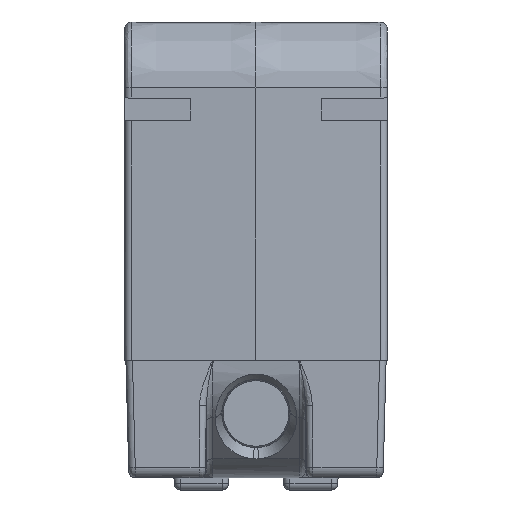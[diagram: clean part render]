
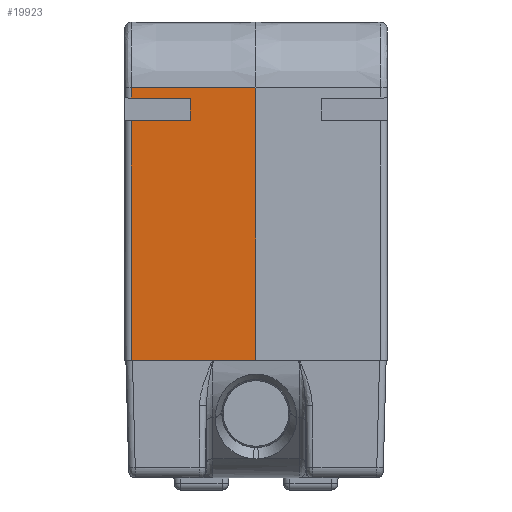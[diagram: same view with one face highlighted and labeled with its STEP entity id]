
A CAD part, front view. The second image highlights one B-rep face of the part: STEP entity #19923.
In plain terms, the highlighted face is planar.
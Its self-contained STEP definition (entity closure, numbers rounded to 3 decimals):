
#453=DIRECTION('',(-0.035,0.,0.999));
#454=VECTOR('',#453,5.714);
#455=CARTESIAN_POINT('',(0.199,0.,-5.71));
#456=LINE('',#455,#454);
#457=DIRECTION('',(0.,1.,0.));
#458=VECTOR('',#457,10.946);
#459=CARTESIAN_POINT('',(0.199,0.,-5.71));
#460=LINE('',#459,#458);
#461=DIRECTION('',(-0.035,0.009,0.999));
#462=VECTOR('',#461,2.712);
#463=CARTESIAN_POINT('',(0.199,10.946,-5.71));
#464=LINE('',#463,#462);
#465=DIRECTION('',(0.,1.,0.));
#466=VECTOR('',#465,1.);
#467=CARTESIAN_POINT('',(0.105,10.97,-3.));
#468=LINE('',#467,#466);
#469=DIRECTION('',(-0.035,-0.009,0.999));
#470=VECTOR('',#469,2.712);
#471=CARTESIAN_POINT('',(0.199,11.994,-5.71));
#472=LINE('',#471,#470);
#473=DIRECTION('',(0.,1.,0.));
#474=VECTOR('',#473,0.476);
#475=CARTESIAN_POINT('',(0.199,11.994,-5.71));
#476=LINE('',#475,#474);
#477=DIRECTION('',(0.035,0.,-0.999));
#478=VECTOR('',#477,5.714);
#479=CARTESIAN_POINT('',(0.,12.47,0.));
#480=LINE('',#479,#478);
#494=CARTESIAN_POINT('',(0.199,10.946,-5.71));
#508=CARTESIAN_POINT('',(0.199,11.994,-5.71));
#2205=DIRECTION('',(0.,-1.,0.));
#2206=VECTOR('',#2205,12.47);
#2207=CARTESIAN_POINT('',(0.,12.47,0.));
#2208=LINE('',#2207,#2206);
#2257=CARTESIAN_POINT('',(0.,12.47,0.));
#18663=CARTESIAN_POINT('',(0.105,10.97,-3.));
#18664=CARTESIAN_POINT('',(0.105,11.97,-3.));
#18665=VERTEX_POINT('',#18663);
#18666=VERTEX_POINT('',#18664);
#18673=VERTEX_POINT('',#508);
#18677=CARTESIAN_POINT('',(0.199,12.47,-5.71));
#18678=VERTEX_POINT('',#18677);
#18683=VERTEX_POINT('',#2257);
#18688=VERTEX_POINT('',#494);
#19306=CARTESIAN_POINT('',(0.,0.,0.));
#19308=VERTEX_POINT('',#19306);
#19310=CARTESIAN_POINT('',(0.199,0.,-5.71));
#19311=VERTEX_POINT('',#19310);
#19901=CARTESIAN_POINT('',(0.,15.47,0.));
#19902=DIRECTION('',(-0.999,0.,-0.035));
#19903=DIRECTION('',(0.,-1.,0.));
#19904=AXIS2_PLACEMENT_3D('',#19901,#19902,#19903);
#19905=PLANE('',#19904);
#19906=ORIENTED_EDGE('',*,*,#19885,.F.);
#19908=ORIENTED_EDGE('',*,*,#19907,.T.);
#19910=ORIENTED_EDGE('',*,*,#19909,.T.);
#19912=ORIENTED_EDGE('',*,*,#19911,.T.);
#19914=ORIENTED_EDGE('',*,*,#19913,.F.);
#19916=ORIENTED_EDGE('',*,*,#19915,.T.);
#19918=ORIENTED_EDGE('',*,*,#19917,.F.);
#19920=ORIENTED_EDGE('',*,*,#19919,.T.);
#19921=EDGE_LOOP('',(#19906,#19908,#19910,#19912,#19914,#19916,#19918,#19920));
#19922=FACE_OUTER_BOUND('',#19921,.F.);
#19923=ADVANCED_FACE('',(#19922),#19905,.T.);
#19885=EDGE_CURVE('',#19311,#19308,#456,.T.);
#19907=EDGE_CURVE('',#19311,#18688,#460,.T.);
#19909=EDGE_CURVE('',#18688,#18665,#464,.T.);
#19911=EDGE_CURVE('',#18665,#18666,#468,.T.);
#19913=EDGE_CURVE('',#18673,#18666,#472,.T.);
#19915=EDGE_CURVE('',#18673,#18678,#476,.T.);
#19917=EDGE_CURVE('',#18683,#18678,#480,.T.);
#19919=EDGE_CURVE('',#18683,#19308,#2208,.T.);
